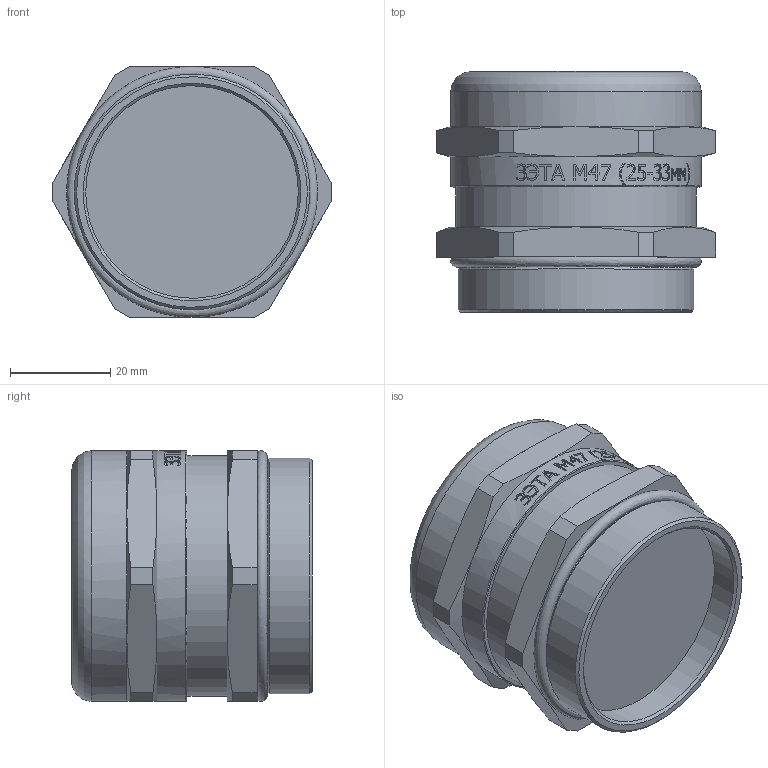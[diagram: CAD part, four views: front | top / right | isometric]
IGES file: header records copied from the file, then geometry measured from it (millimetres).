
Global section: file name: 11 КВ-М47 (25-33мм); native system: Autodesk Inventor 2015; preprocessor: unknown; author: zeta-23; date: 20161013.210626; units: millimetre
Bounding box: 55.73 x 48 x 50 mm (x, y, z)
Volume: 83103.4 mm3; surface area: 13098.8 mm2
Topology: 1 solids, 1 shells, 317 faces, 872 edges, 580 vertices
Faces by surface type: bspline 317
